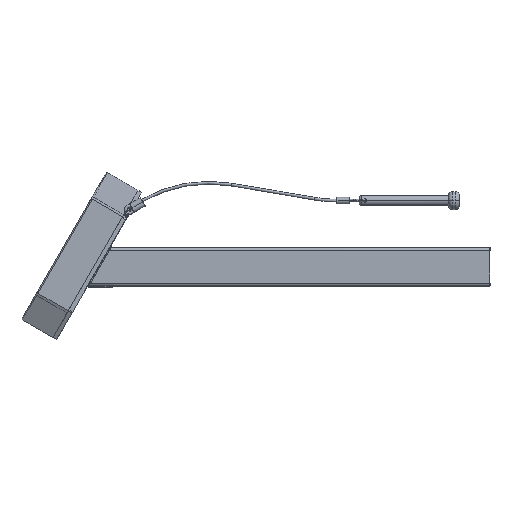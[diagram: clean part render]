
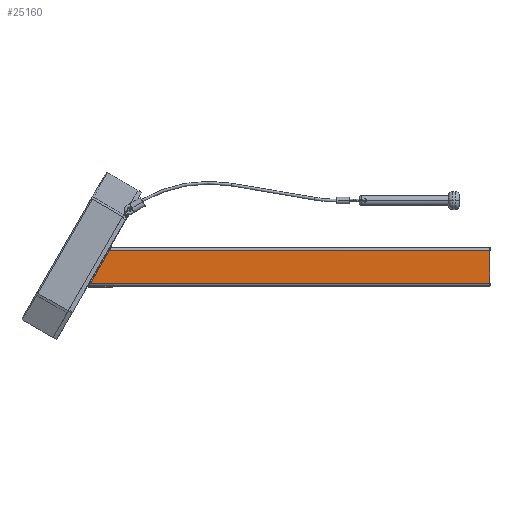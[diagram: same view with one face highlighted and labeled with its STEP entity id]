
A CAD part, left-side view. The second image highlights one B-rep face of the part: STEP entity #25160.
In plain terms, the highlighted planar face has unit normal (-1, 0, 0).
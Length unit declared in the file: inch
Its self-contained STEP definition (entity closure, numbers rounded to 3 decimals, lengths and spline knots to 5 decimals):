
#144 = VECTOR ( 'NONE', #26172, 39.37008 ) ;
#2524 = AXIS2_PLACEMENT_3D ( 'NONE', #30379, #4725, #16627 ) ;
#2902 = LINE ( 'NONE', #16655, #9028 ) ;
#4725 = DIRECTION ( 'NONE',  ( 1., 0., 0. ) ) ;
#4766 = EDGE_CURVE ( 'NONE', #8589, #21985, #10657, .T. ) ;
#6458 = EDGE_CURVE ( 'NONE', #30412, #11627, #12171, .T. ) ;
#6908 = CARTESIAN_POINT ( 'NONE',  ( -1.71875, 34.1597, 1.46875 ) ) ;
#7555 = ORIENTED_EDGE ( 'NONE', *, *, #6458, .T. ) ;
#7974 = CARTESIAN_POINT ( 'NONE',  ( -1.71875, 35.85566, -1.46875 ) ) ;
#8589 = VERTEX_POINT ( 'NONE', #17156 ) ;
#8641 = VECTOR ( 'NONE', #26725, 39.37008 ) ;
#8698 = EDGE_LOOP ( 'NONE', ( #7555, #11727, #9660, #17425 ) ) ;
#8895 = PLANE ( 'NONE',  #2524 ) ;
#9028 = VECTOR ( 'NONE', #22078, 39.37008 ) ;
#9660 = ORIENTED_EDGE ( 'NONE', *, *, #4766, .T. ) ;
#10409 = EDGE_CURVE ( 'NONE', #11627, #8589, #23711, .T. ) ;
#10657 = LINE ( 'NONE', #27191, #8641 ) ;
#11627 = VERTEX_POINT ( 'NONE', #7974 ) ;
#11727 = ORIENTED_EDGE ( 'NONE', *, *, #10409, .T. ) ;
#12171 = LINE ( 'NONE', #19318, #18132 ) ;
#16627 = DIRECTION ( 'NONE',  ( 0., 0., -1. ) ) ;
#16655 = CARTESIAN_POINT ( 'NONE',  ( -1.71875, 36., 1.46875 ) ) ;
#17156 = CARTESIAN_POINT ( 'NONE',  ( -1.71875, 0., -1.46875 ) ) ;
#17425 = ORIENTED_EDGE ( 'NONE', *, *, #27815, .T. ) ;
#18132 = VECTOR ( 'NONE', #19000, 39.37008 ) ;
#19000 = DIRECTION ( 'NONE',  ( 0., 0.5, -0.866 ) ) ;
#19318 = CARTESIAN_POINT ( 'NONE',  ( -1.71875, 36., -1.71875 ) ) ;
#21985 = VERTEX_POINT ( 'NONE', #25931 ) ;
#22078 = DIRECTION ( 'NONE',  ( 0., 1., 0. ) ) ;
#23711 = LINE ( 'NONE', #23860, #144 ) ;
#23860 = CARTESIAN_POINT ( 'NONE',  ( -1.71875, 36., -1.46875 ) ) ;
#25160 = ADVANCED_FACE ( 'NONE', ( #28354 ), #8895, .F. ) ;
#25931 = CARTESIAN_POINT ( 'NONE',  ( -1.71875, 0., 1.46875 ) ) ;
#26172 = DIRECTION ( 'NONE',  ( 0., -1., 0. ) ) ;
#26725 = DIRECTION ( 'NONE',  ( 0., 0., 1. ) ) ;
#27191 = CARTESIAN_POINT ( 'NONE',  ( -1.71875, 0., 1.71875 ) ) ;
#27815 = EDGE_CURVE ( 'NONE', #21985, #30412, #2902, .T. ) ;
#28354 = FACE_OUTER_BOUND ( 'NONE', #8698, .T. ) ;
#30379 = CARTESIAN_POINT ( 'NONE',  ( -1.71875, 36., 1.71875 ) ) ;
#30412 = VERTEX_POINT ( 'NONE', #6908 ) ;
